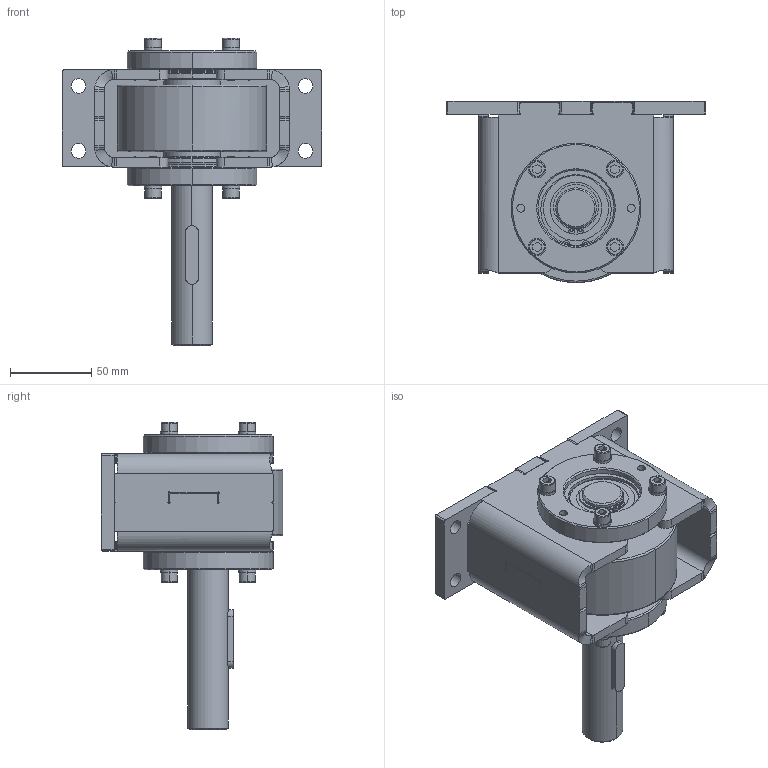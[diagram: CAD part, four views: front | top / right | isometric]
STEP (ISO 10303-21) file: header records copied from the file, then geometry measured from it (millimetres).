
FILE_DESCRIPTION(('STEP AP214'),'1');
FILE_NAME('ral-10-100.stp','2022-09-13T15:14:16',('TraceParts'),('TraceParts S.A.'),'Spatial InterOp 3D',' ',' ');
FILE_SCHEMA(('AUTOMOTIVE_DESIGN { 1 0 10303 214 1 1 1 1 }'));
Length unit declared in the file: millimetre
Products named in the file (1): ral-10-100
Bounding box: 160 x 112 x 189.7 mm (x, y, z)
Volume: 688445.2 mm3; surface area: 144286.9 mm2
Topology: 1 solids, 11 shells, 792 faces, 2064 edges, 1318 vertices
Faces by surface type: cylinder 389, plane 281, cone 54, torus 48, bspline 20
Entity records: 32054 total; most frequent: CARTESIAN_POINT 5383, DIRECTION 4576, ORIENTED_EDGE 4128, EDGE_CURVE 2064, AXIS2_PLACEMENT_3D 1811, VERTEX_POINT 1318, CIRCLE 1038, LINE 954
